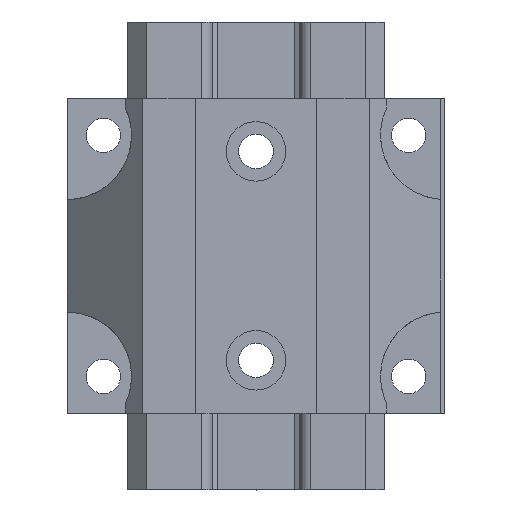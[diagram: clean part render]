
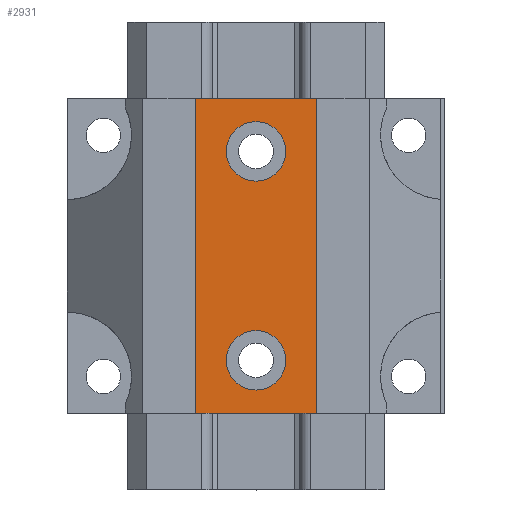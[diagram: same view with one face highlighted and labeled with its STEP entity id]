
A CAD part, front view. The second image highlights one B-rep face of the part: STEP entity #2931.
In plain terms, the highlighted planar face has unit normal (0, -1, 0).
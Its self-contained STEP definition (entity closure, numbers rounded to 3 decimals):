
#53 = AXIS2_PLACEMENT_3D ( 'NONE', #2974, #4152, #7503 ) ;
#236 = CARTESIAN_POINT ( 'NONE',  ( 0., -7.25, -16.7 ) ) ;
#329 = DIRECTION ( 'NONE',  ( 0., -1., 0. ) ) ;
#332 = DIRECTION ( 'NONE',  ( 0., 0., 1. ) ) ;
#336 = CIRCLE ( 'NONE', #3210, 3.7 ) ;
#397 = EDGE_CURVE ( 'NONE', #7972, #723, #1751, .T. ) ;
#430 = PLANE ( 'NONE',  #53 ) ;
#723 = VERTEX_POINT ( 'NONE', #236 ) ;
#775 = ORIENTED_EDGE ( 'NONE', *, *, #2693, .F. ) ;
#885 = EDGE_LOOP ( 'NONE', ( #5681, #1921 ) ) ;
#955 = CIRCLE ( 'NONE', #2571, 3.7 ) ;
#968 = ORIENTED_EDGE ( 'NONE', *, *, #5665, .F. ) ;
#1333 = LINE ( 'NONE', #2119, #5328 ) ;
#1356 = VECTOR ( 'NONE', #3576, 1000. ) ;
#1633 = VECTOR ( 'NONE', #3456, 1000. ) ;
#1734 = CARTESIAN_POINT ( 'NONE',  ( 0., -7.25, -9.3 ) ) ;
#1751 = CIRCLE ( 'NONE', #6746, 3.7 ) ;
#1830 = EDGE_LOOP ( 'NONE', ( #3012, #5694 ) ) ;
#1921 = ORIENTED_EDGE ( 'NONE', *, *, #2855, .F. ) ;
#2119 = CARTESIAN_POINT ( 'NONE',  ( 7.55, -7.25, -19.6 ) ) ;
#2214 = EDGE_LOOP ( 'NONE', ( #775, #968, #5182, #4103 ) ) ;
#2313 = CARTESIAN_POINT ( 'NONE',  ( 0., -7.25, 13. ) ) ;
#2341 = FACE_OUTER_BOUND ( 'NONE', #2214, .T. ) ;
#2571 = AXIS2_PLACEMENT_3D ( 'NONE', #7767, #329, #4666 ) ;
#2609 = LINE ( 'NONE', #4547, #4358 ) ;
#2693 = EDGE_CURVE ( 'NONE', #5146, #2893, #7962, .T. ) ;
#2771 = DIRECTION ( 'NONE',  ( 0., 0., 1. ) ) ;
#2781 = DIRECTION ( 'NONE',  ( -1., 0., 0. ) ) ;
#2855 = EDGE_CURVE ( 'NONE', #723, #7972, #6890, .T. ) ;
#2893 = VERTEX_POINT ( 'NONE', #7299 ) ;
#2931 = ADVANCED_FACE ( 'NONE', ( #7762, #7083, #2341 ), #430, .F. ) ;
#2974 = CARTESIAN_POINT ( 'NONE',  ( 7.55, -7.25, -23.52 ) ) ;
#3012 = ORIENTED_EDGE ( 'NONE', *, *, #3788, .F. ) ;
#3210 = AXIS2_PLACEMENT_3D ( 'NONE', #2313, #7186, #3480 ) ;
#3456 = DIRECTION ( 'NONE',  ( 0., 0., -1. ) ) ;
#3480 = DIRECTION ( 'NONE',  ( 0., 0., 1. ) ) ;
#3576 = DIRECTION ( 'NONE',  ( 1., 0., 0. ) ) ;
#3730 = EDGE_CURVE ( 'NONE', #2893, #6083, #6588, .T. ) ;
#3788 = EDGE_CURVE ( 'NONE', #7066, #5319, #955, .T. ) ;
#4069 = DIRECTION ( 'NONE',  ( 0., -1., 0. ) ) ;
#4103 = ORIENTED_EDGE ( 'NONE', *, *, #3730, .F. ) ;
#4152 = DIRECTION ( 'NONE',  ( 0., 1., 0. ) ) ;
#4164 = DIRECTION ( 'NONE',  ( 0., 0., 1. ) ) ;
#4358 = VECTOR ( 'NONE', #2771, 1000. ) ;
#4547 = CARTESIAN_POINT ( 'NONE',  ( -7.55, -7.25, -23.52 ) ) ;
#4666 = DIRECTION ( 'NONE',  ( 0., 0., 1. ) ) ;
#4714 = CARTESIAN_POINT ( 'NONE',  ( 0., -7.25, -13. ) ) ;
#4852 = VERTEX_POINT ( 'NONE', #7615 ) ;
#5146 = VERTEX_POINT ( 'NONE', #6567 ) ;
#5182 = ORIENTED_EDGE ( 'NONE', *, *, #5798, .F. ) ;
#5208 = CARTESIAN_POINT ( 'NONE',  ( 7.55, -7.25, -23.52 ) ) ;
#5319 = VERTEX_POINT ( 'NONE', #7996 ) ;
#5328 = VECTOR ( 'NONE', #2781, 1000. ) ;
#5335 = CARTESIAN_POINT ( 'NONE',  ( 0., -7.25, -13. ) ) ;
#5368 = CARTESIAN_POINT ( 'NONE',  ( 7.55, -7.25, 19.6 ) ) ;
#5665 = EDGE_CURVE ( 'NONE', #4852, #5146, #2609, .T. ) ;
#5681 = ORIENTED_EDGE ( 'NONE', *, *, #397, .F. ) ;
#5694 = ORIENTED_EDGE ( 'NONE', *, *, #7743, .F. ) ;
#5798 = EDGE_CURVE ( 'NONE', #6083, #4852, #1333, .T. ) ;
#5985 = DIRECTION ( 'NONE',  ( 0., -1., 0. ) ) ;
#6083 = VERTEX_POINT ( 'NONE', #7451 ) ;
#6139 = AXIS2_PLACEMENT_3D ( 'NONE', #4714, #5985, #4164 ) ;
#6567 = CARTESIAN_POINT ( 'NONE',  ( -7.55, -7.25, 19.6 ) ) ;
#6588 = LINE ( 'NONE', #5208, #1633 ) ;
#6746 = AXIS2_PLACEMENT_3D ( 'NONE', #5335, #4069, #332 ) ;
#6890 = CIRCLE ( 'NONE', #6139, 3.7 ) ;
#7021 = CARTESIAN_POINT ( 'NONE',  ( 0., -7.25, 16.7 ) ) ;
#7066 = VERTEX_POINT ( 'NONE', #7021 ) ;
#7083 = FACE_BOUND ( 'NONE', #885, .T. ) ;
#7186 = DIRECTION ( 'NONE',  ( 0., -1., 0. ) ) ;
#7299 = CARTESIAN_POINT ( 'NONE',  ( 7.55, -7.25, 19.6 ) ) ;
#7451 = CARTESIAN_POINT ( 'NONE',  ( 7.55, -7.25, -19.6 ) ) ;
#7503 = DIRECTION ( 'NONE',  ( 0., 0., 1. ) ) ;
#7615 = CARTESIAN_POINT ( 'NONE',  ( -7.55, -7.25, -19.6 ) ) ;
#7743 = EDGE_CURVE ( 'NONE', #5319, #7066, #336, .T. ) ;
#7762 = FACE_BOUND ( 'NONE', #1830, .T. ) ;
#7767 = CARTESIAN_POINT ( 'NONE',  ( 0., -7.25, 13. ) ) ;
#7962 = LINE ( 'NONE', #5368, #1356 ) ;
#7972 = VERTEX_POINT ( 'NONE', #1734 ) ;
#7996 = CARTESIAN_POINT ( 'NONE',  ( 0., -7.25, 9.3 ) ) ;
